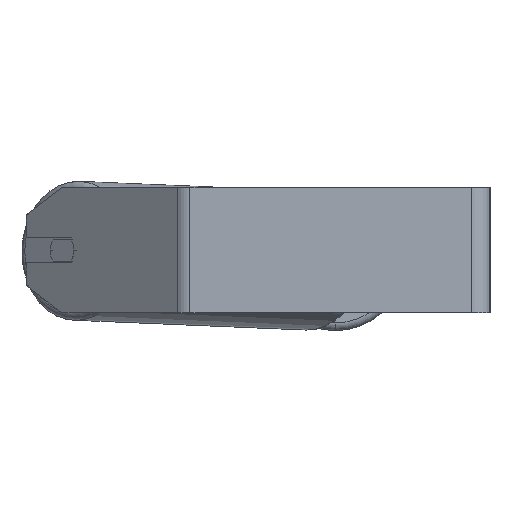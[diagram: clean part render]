
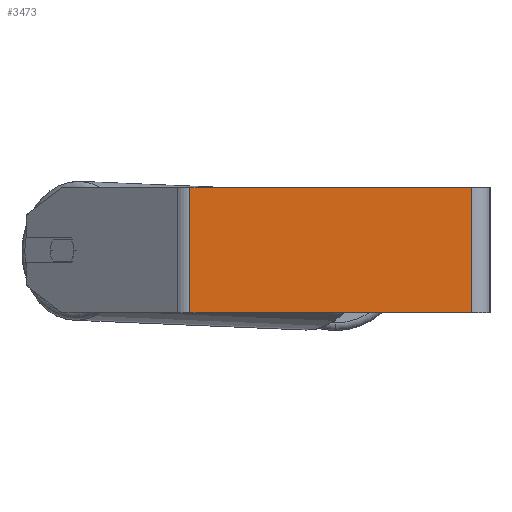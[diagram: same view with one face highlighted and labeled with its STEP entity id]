
A CAD part, left-side view. The second image highlights one B-rep face of the part: STEP entity #3473.
In plain terms, the highlighted planar face has unit normal (-1, 0, 0).
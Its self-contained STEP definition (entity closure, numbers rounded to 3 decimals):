
#153 = VECTOR ( 'NONE', #8746, 1000. ) ;
#345 = VERTEX_POINT ( 'NONE', #630 ) ;
#597 = AXIS2_PLACEMENT_3D ( 'NONE', #7458, #607, #3309 ) ;
#607 = DIRECTION ( 'NONE',  ( 1., 0., 0. ) ) ;
#630 = CARTESIAN_POINT ( 'NONE',  ( -415., 12., -40. ) ) ;
#655 = LINE ( 'NONE', #4096, #153 ) ;
#1018 = DIRECTION ( 'NONE',  ( 0., -1., 0. ) ) ;
#1253 = LINE ( 'NONE', #6653, #8667 ) ;
#1266 = EDGE_CURVE ( 'NONE', #6800, #2986, #655, .T. ) ;
#1965 = DIRECTION ( 'NONE',  ( 0., 0., -1. ) ) ;
#2234 = CARTESIAN_POINT ( 'NONE',  ( -415., 191.956, 40. ) ) ;
#2575 = VECTOR ( 'NONE', #6209, 1000. ) ;
#2745 = VERTEX_POINT ( 'NONE', #3284 ) ;
#2986 = VERTEX_POINT ( 'NONE', #6460 ) ;
#2988 = EDGE_CURVE ( 'NONE', #2745, #345, #6498, .T. ) ;
#3248 = ORIENTED_EDGE ( 'NONE', *, *, #1266, .F. ) ;
#3284 = CARTESIAN_POINT ( 'NONE',  ( -415., 191.956, -40. ) ) ;
#3309 = DIRECTION ( 'NONE',  ( 0., 1., 0. ) ) ;
#3473 = ADVANCED_FACE ( 'NONE', ( #8123 ), #4761, .F. ) ;
#3607 = EDGE_CURVE ( 'NONE', #6800, #2745, #6965, .T. ) ;
#3717 = VECTOR ( 'NONE', #1018, 1000. ) ;
#4096 = CARTESIAN_POINT ( 'NONE',  ( -415., 196.323, 40. ) ) ;
#4562 = ORIENTED_EDGE ( 'NONE', *, *, #3607, .T. ) ;
#4658 = ORIENTED_EDGE ( 'NONE', *, *, #2988, .T. ) ;
#4761 = PLANE ( 'NONE',  #597 ) ;
#5142 = CARTESIAN_POINT ( 'NONE',  ( -415., 191.956, 40. ) ) ;
#5171 = EDGE_CURVE ( 'NONE', #2986, #345, #1253, .T. ) ;
#5396 = ORIENTED_EDGE ( 'NONE', *, *, #5171, .F. ) ;
#6209 = DIRECTION ( 'NONE',  ( 0., 0., -1. ) ) ;
#6460 = CARTESIAN_POINT ( 'NONE',  ( -415., 12., 40. ) ) ;
#6498 = LINE ( 'NONE', #8491, #3717 ) ;
#6653 = CARTESIAN_POINT ( 'NONE',  ( -415., 12., 40. ) ) ;
#6800 = VERTEX_POINT ( 'NONE', #5142 ) ;
#6900 = EDGE_LOOP ( 'NONE', ( #4658, #5396, #3248, #4562 ) ) ;
#6965 = LINE ( 'NONE', #2234, #2575 ) ;
#7458 = CARTESIAN_POINT ( 'NONE',  ( -415., 196.323, 40. ) ) ;
#8123 = FACE_OUTER_BOUND ( 'NONE', #6900, .T. ) ;
#8491 = CARTESIAN_POINT ( 'NONE',  ( -415., 196.323, -40. ) ) ;
#8667 = VECTOR ( 'NONE', #1965, 1000. ) ;
#8746 = DIRECTION ( 'NONE',  ( 0., -1., 0. ) ) ;
